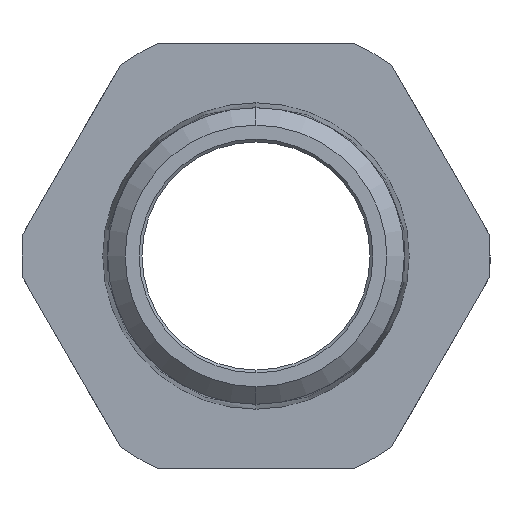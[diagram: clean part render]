
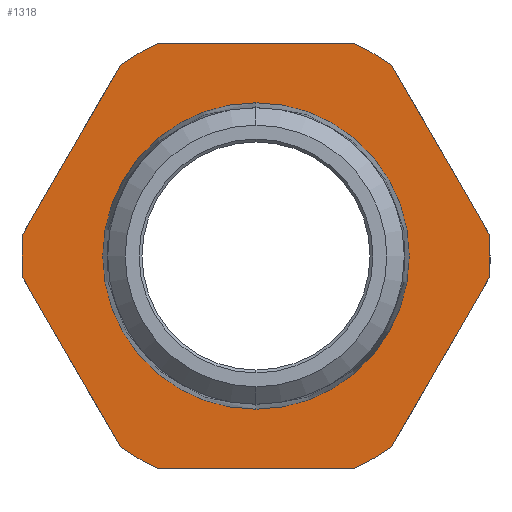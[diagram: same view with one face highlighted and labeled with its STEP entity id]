
A CAD part, left-side view. The second image highlights one B-rep face of the part: STEP entity #1318.
In plain terms, the highlighted planar face has unit normal (-1, 0, 0).
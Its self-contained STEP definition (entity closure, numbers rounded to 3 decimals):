
#18 = EDGE_CURVE ( 'NONE', #514, #1563, #824, .T. ) ;
#22 = VERTEX_POINT ( 'NONE', #358 ) ;
#31 = VERTEX_POINT ( 'NONE', #1320 ) ;
#109 = CARTESIAN_POINT ( 'NONE',  ( 20.5, 0., 0. ) ) ;
#191 = ORIENTED_EDGE ( 'NONE', *, *, #1077, .T. ) ;
#198 = CIRCLE ( 'NONE', #3084, 20.625 ) ;
#207 = EDGE_CURVE ( 'NONE', #1285, #605, #1662, .T. ) ;
#237 = LINE ( 'NONE', #1307, #1042 ) ;
#259 = VERTEX_POINT ( 'NONE', #2178 ) ;
#358 = CARTESIAN_POINT ( 'NONE',  ( 20.5, 8.592, -18.75 ) ) ;
#422 = VERTEX_POINT ( 'NONE', #1039 ) ;
#428 = FACE_BOUND ( 'NONE', #2827, .T. ) ;
#438 = EDGE_CURVE ( 'NONE', #1680, #422, #1461, .T. ) ;
#467 = DIRECTION ( 'NONE',  ( 0., 0., 1. ) ) ;
#478 = CARTESIAN_POINT ( 'NONE',  ( 20.5, 11.942, -16.816 ) ) ;
#510 = CARTESIAN_POINT ( 'NONE',  ( 20.5, -8.592, -18.75 ) ) ;
#514 = VERTEX_POINT ( 'NONE', #1507 ) ;
#518 = DIRECTION ( 'NONE',  ( 0., -1., 0. ) ) ;
#523 = DIRECTION ( 'NONE',  ( 0., 0., 1. ) ) ;
#545 = VECTOR ( 'NONE', #1951, 1000. ) ;
#598 = AXIS2_PLACEMENT_3D ( 'NONE', #109, #810, #1044 ) ;
#605 = VERTEX_POINT ( 'NONE', #2290 ) ;
#649 = VERTEX_POINT ( 'NONE', #1570 ) ;
#674 = ORIENTED_EDGE ( 'NONE', *, *, #2715, .T. ) ;
#676 = CARTESIAN_POINT ( 'NONE',  ( 20.5, 20.534, 1.934 ) ) ;
#725 = DIRECTION ( 'NONE',  ( -1., 0., 0. ) ) ;
#736 = DIRECTION ( 'NONE',  ( 0., 0., 1. ) ) ;
#741 = DIRECTION ( 'NONE',  ( 0., 0., 1. ) ) ;
#772 = DIRECTION ( 'NONE',  ( 0., 0., 1. ) ) ;
#799 = ORIENTED_EDGE ( 'NONE', *, *, #805, .F. ) ;
#805 = EDGE_CURVE ( 'NONE', #1101, #259, #1384, .T. ) ;
#810 = DIRECTION ( 'NONE',  ( -1., 0., 0. ) ) ;
#815 = CARTESIAN_POINT ( 'NONE',  ( 20.5, 11.942, -16.816 ) ) ;
#824 = CIRCLE ( 'NONE', #598, 20.625 ) ;
#869 = CARTESIAN_POINT ( 'NONE',  ( 20.5, -8.592, 18.75 ) ) ;
#940 = AXIS2_PLACEMENT_3D ( 'NONE', #1959, #2693, #467 ) ;
#963 = EDGE_CURVE ( 'NONE', #605, #514, #237, .T. ) ;
#995 = CARTESIAN_POINT ( 'NONE',  ( 20.5, 0., 0. ) ) ;
#1036 = LINE ( 'NONE', #2455, #1381 ) ;
#1039 = CARTESIAN_POINT ( 'NONE',  ( 20.5, 20.534, -1.934 ) ) ;
#1042 = VECTOR ( 'NONE', #2813, 1000. ) ;
#1044 = DIRECTION ( 'NONE',  ( 0., 0., 1. ) ) ;
#1077 = EDGE_CURVE ( 'NONE', #1543, #2524, #198, .T. ) ;
#1086 = DIRECTION ( 'NONE',  ( 0., -0.5, -0.866 ) ) ;
#1087 = AXIS2_PLACEMENT_3D ( 'NONE', #1529, #1761, #523 ) ;
#1101 = VERTEX_POINT ( 'NONE', #1165 ) ;
#1165 = CARTESIAN_POINT ( 'NONE',  ( 20.5, 0., 13.5 ) ) ;
#1200 = CIRCLE ( 'NONE', #940, 20.625 ) ;
#1219 = DIRECTION ( 'NONE',  ( 0., 0., 1. ) ) ;
#1223 = CARTESIAN_POINT ( 'NONE',  ( 20.5, -8.592, -18.75 ) ) ;
#1285 = VERTEX_POINT ( 'NONE', #1223 ) ;
#1296 = ORIENTED_EDGE ( 'NONE', *, *, #1558, .T. ) ;
#1307 = CARTESIAN_POINT ( 'NONE',  ( 20.5, -20.534, -1.934 ) ) ;
#1318 = ADVANCED_FACE ( 'NONE', ( #428, #1421 ), #1752, .T. ) ;
#1320 = CARTESIAN_POINT ( 'NONE',  ( 20.5, 8.592, 18.75 ) ) ;
#1333 = EDGE_CURVE ( 'NONE', #649, #1680, #1735, .T. ) ;
#1381 = VECTOR ( 'NONE', #1871, 1000. ) ;
#1384 = CIRCLE ( 'NONE', #2879, 13.5 ) ;
#1389 = DIRECTION ( 'NONE',  ( 0., 0., 1. ) ) ;
#1407 = ORIENTED_EDGE ( 'NONE', *, *, #3103, .T. ) ;
#1412 = CARTESIAN_POINT ( 'NONE',  ( 20.5, 0., 0. ) ) ;
#1421 = FACE_OUTER_BOUND ( 'NONE', #2466, .T. ) ;
#1433 = ORIENTED_EDGE ( 'NONE', *, *, #1333, .T. ) ;
#1461 = CIRCLE ( 'NONE', #1087, 20.625 ) ;
#1506 = DIRECTION ( 'NONE',  ( 0., 0.5, -0.866 ) ) ;
#1507 = CARTESIAN_POINT ( 'NONE',  ( 20.5, -20.534, -1.934 ) ) ;
#1529 = CARTESIAN_POINT ( 'NONE',  ( 20.5, 0., 0. ) ) ;
#1543 = VERTEX_POINT ( 'NONE', #3157 ) ;
#1552 = ORIENTED_EDGE ( 'NONE', *, *, #2672, .F. ) ;
#1558 = EDGE_CURVE ( 'NONE', #2524, #31, #1036, .T. ) ;
#1563 = VERTEX_POINT ( 'NONE', #2685 ) ;
#1570 = CARTESIAN_POINT ( 'NONE',  ( 20.5, 11.942, 16.816 ) ) ;
#1571 = LINE ( 'NONE', #510, #1610 ) ;
#1610 = VECTOR ( 'NONE', #518, 1000. ) ;
#1643 = DIRECTION ( 'NONE',  ( -1., 0., 0. ) ) ;
#1653 = EDGE_CURVE ( 'NONE', #22, #1285, #1571, .T. ) ;
#1656 = AXIS2_PLACEMENT_3D ( 'NONE', #2195, #725, #1219 ) ;
#1662 = CIRCLE ( 'NONE', #1960, 20.625 ) ;
#1663 = ORIENTED_EDGE ( 'NONE', *, *, #2339, .T. ) ;
#1680 = VERTEX_POINT ( 'NONE', #2694 ) ;
#1722 = ORIENTED_EDGE ( 'NONE', *, *, #963, .T. ) ;
#1735 = LINE ( 'NONE', #676, #2238 ) ;
#1752 = PLANE ( 'NONE',  #1976 ) ;
#1761 = DIRECTION ( 'NONE',  ( -1., 0., 0. ) ) ;
#1846 = ORIENTED_EDGE ( 'NONE', *, *, #1653, .T. ) ;
#1858 = CIRCLE ( 'NONE', #1656, 13.5 ) ;
#1865 = DIRECTION ( 'NONE',  ( -1., 0., 0. ) ) ;
#1871 = DIRECTION ( 'NONE',  ( 0., 1., 0. ) ) ;
#1894 = CARTESIAN_POINT ( 'NONE',  ( 20.5, 0., 0. ) ) ;
#1897 = LINE ( 'NONE', #815, #2624 ) ;
#1920 = ORIENTED_EDGE ( 'NONE', *, *, #438, .T. ) ;
#1951 = DIRECTION ( 'NONE',  ( 0., 0.5, 0.866 ) ) ;
#1954 = CARTESIAN_POINT ( 'NONE',  ( 20.5, 13.5, 0. ) ) ;
#1959 = CARTESIAN_POINT ( 'NONE',  ( 20.5, 0., 0. ) ) ;
#1960 = AXIS2_PLACEMENT_3D ( 'NONE', #1412, #1643, #2874 ) ;
#1964 = DIRECTION ( 'NONE',  ( -1., 0., 0. ) ) ;
#1976 = AXIS2_PLACEMENT_3D ( 'NONE', #1954, #3183, #772 ) ;
#1977 = CARTESIAN_POINT ( 'NONE',  ( 20.5, 0., 0. ) ) ;
#2096 = ORIENTED_EDGE ( 'NONE', *, *, #18, .T. ) ;
#2130 = ORIENTED_EDGE ( 'NONE', *, *, #207, .T. ) ;
#2171 = ORIENTED_EDGE ( 'NONE', *, *, #2709, .T. ) ;
#2173 = CARTESIAN_POINT ( 'NONE',  ( 20.5, -11.942, 16.816 ) ) ;
#2178 = CARTESIAN_POINT ( 'NONE',  ( 20.5, 0., -13.5 ) ) ;
#2195 = CARTESIAN_POINT ( 'NONE',  ( 20.5, 0., 0. ) ) ;
#2238 = VECTOR ( 'NONE', #1506, 1000. ) ;
#2290 = CARTESIAN_POINT ( 'NONE',  ( 20.5, -11.942, -16.816 ) ) ;
#2339 = EDGE_CURVE ( 'NONE', #422, #2710, #1897, .T. ) ;
#2455 = CARTESIAN_POINT ( 'NONE',  ( 20.5, 8.592, 18.75 ) ) ;
#2466 = EDGE_LOOP ( 'NONE', ( #1920, #1663, #2171, #1846, #2130, #1722, #2096, #674, #191, #1296, #1407, #1433 ) ) ;
#2524 = VERTEX_POINT ( 'NONE', #869 ) ;
#2583 = CIRCLE ( 'NONE', #2949, 20.625 ) ;
#2624 = VECTOR ( 'NONE', #1086, 1000. ) ;
#2672 = EDGE_CURVE ( 'NONE', #259, #1101, #1858, .T. ) ;
#2685 = CARTESIAN_POINT ( 'NONE',  ( 20.5, -20.534, 1.934 ) ) ;
#2693 = DIRECTION ( 'NONE',  ( -1., 0., 0. ) ) ;
#2694 = CARTESIAN_POINT ( 'NONE',  ( 20.5, 20.534, 1.934 ) ) ;
#2700 = DIRECTION ( 'NONE',  ( -1., 0., 0. ) ) ;
#2709 = EDGE_CURVE ( 'NONE', #2710, #22, #1200, .T. ) ;
#2710 = VERTEX_POINT ( 'NONE', #478 ) ;
#2715 = EDGE_CURVE ( 'NONE', #1563, #1543, #2731, .T. ) ;
#2731 = LINE ( 'NONE', #2173, #545 ) ;
#2813 = DIRECTION ( 'NONE',  ( 0., -0.5, 0.866 ) ) ;
#2827 = EDGE_LOOP ( 'NONE', ( #799, #1552 ) ) ;
#2874 = DIRECTION ( 'NONE',  ( 0., 0., 1. ) ) ;
#2879 = AXIS2_PLACEMENT_3D ( 'NONE', #995, #2700, #736 ) ;
#2949 = AXIS2_PLACEMENT_3D ( 'NONE', #1977, #1964, #741 ) ;
#3084 = AXIS2_PLACEMENT_3D ( 'NONE', #1894, #1865, #1389 ) ;
#3103 = EDGE_CURVE ( 'NONE', #31, #649, #2583, .T. ) ;
#3157 = CARTESIAN_POINT ( 'NONE',  ( 20.5, -11.942, 16.816 ) ) ;
#3183 = DIRECTION ( 'NONE',  ( -1., 0., 0. ) ) ;
